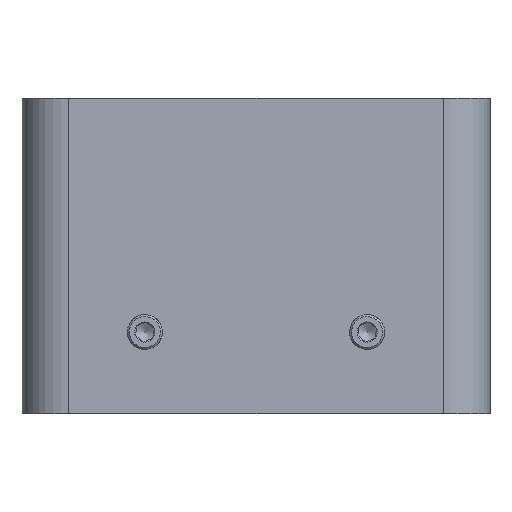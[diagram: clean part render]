
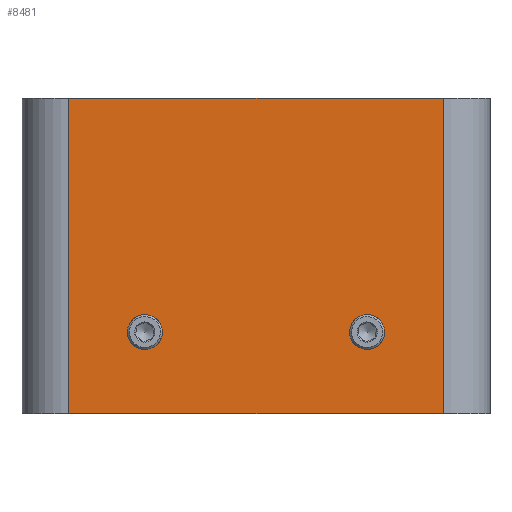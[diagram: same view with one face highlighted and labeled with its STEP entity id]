
A CAD part, left-side view. The second image highlights one B-rep face of the part: STEP entity #8481.
In plain terms, the highlighted planar face has unit normal (-1, 0, 0).
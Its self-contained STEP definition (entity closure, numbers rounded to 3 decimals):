
#559 = EDGE_CURVE ( 'NONE', #1492, #1492, #10105, .T. ) ;
#694 = CARTESIAN_POINT ( 'NONE',  ( -40., 19., -16. ) ) ;
#806 = ORIENTED_EDGE ( 'NONE', *, *, #8066, .F. ) ;
#1473 = DIRECTION ( 'NONE',  ( 0., 0., -1. ) ) ;
#1492 = VERTEX_POINT ( 'NONE', #694 ) ;
#1598 = VECTOR ( 'NONE', #9185, 1000. ) ;
#1830 = CARTESIAN_POINT ( 'NONE',  ( -40., -19., -13. ) ) ;
#2099 = EDGE_LOOP ( 'NONE', ( #8985 ) ) ;
#2111 = DIRECTION ( 'NONE',  ( 1., 0., 0. ) ) ;
#2176 = CARTESIAN_POINT ( 'NONE',  ( -40., -19., -16. ) ) ;
#2555 = FACE_BOUND ( 'NONE', #2099, .T. ) ;
#2721 = CARTESIAN_POINT ( 'NONE',  ( -40., -32., -27. ) ) ;
#2861 = DIRECTION ( 'NONE',  ( 0., 0., -1. ) ) ;
#2967 = CARTESIAN_POINT ( 'NONE',  ( -40., 32., 27. ) ) ;
#2980 = ORIENTED_EDGE ( 'NONE', *, *, #8205, .T. ) ;
#3845 = DIRECTION ( 'NONE',  ( 1., 0., 0. ) ) ;
#3934 = ORIENTED_EDGE ( 'NONE', *, *, #9720, .F. ) ;
#4619 = EDGE_CURVE ( 'NONE', #7325, #7129, #10933, .T. ) ;
#4900 = VERTEX_POINT ( 'NONE', #2721 ) ;
#4937 = LINE ( 'NONE', #8384, #1598 ) ;
#5050 = ORIENTED_EDGE ( 'NONE', *, *, #5958, .T. ) ;
#5203 = PLANE ( 'NONE',  #9490 ) ;
#5396 = DIRECTION ( 'NONE',  ( 0., 0., -1. ) ) ;
#5773 = CARTESIAN_POINT ( 'NONE',  ( -40., 32., -27. ) ) ;
#5837 = CARTESIAN_POINT ( 'NONE',  ( -40., 19., -13. ) ) ;
#5958 = EDGE_CURVE ( 'NONE', #7129, #4900, #10660, .T. ) ;
#6058 = FACE_BOUND ( 'NONE', #10233, .T. ) ;
#6206 = EDGE_LOOP ( 'NONE', ( #5050, #806, #3934, #9945 ) ) ;
#6381 = CIRCLE ( 'NONE', #7837, 3. ) ;
#6743 = VECTOR ( 'NONE', #7058, 1000. ) ;
#6993 = AXIS2_PLACEMENT_3D ( 'NONE', #5837, #2111, #1473 ) ;
#7058 = DIRECTION ( 'NONE',  ( 0., 0., -1. ) ) ;
#7129 = VERTEX_POINT ( 'NONE', #5773 ) ;
#7253 = VECTOR ( 'NONE', #9855, 1000. ) ;
#7325 = VERTEX_POINT ( 'NONE', #2967 ) ;
#7644 = LINE ( 'NONE', #10491, #6743 ) ;
#7837 = AXIS2_PLACEMENT_3D ( 'NONE', #1830, #3845, #2861 ) ;
#7894 = CARTESIAN_POINT ( 'NONE',  ( -40., -32., 27. ) ) ;
#7966 = CARTESIAN_POINT ( 'NONE',  ( -40., 32., -27. ) ) ;
#8066 = EDGE_CURVE ( 'NONE', #10046, #4900, #7644, .T. ) ;
#8205 = EDGE_CURVE ( 'NONE', #10890, #10890, #6381, .T. ) ;
#8384 = CARTESIAN_POINT ( 'NONE',  ( -40., 32., 27. ) ) ;
#8481 = ADVANCED_FACE ( 'NONE', ( #2555, #6058, #9559 ), #5203, .F. ) ;
#8706 = CARTESIAN_POINT ( 'NONE',  ( -40., 32., 27. ) ) ;
#8884 = DIRECTION ( 'NONE',  ( 1., 0., 0. ) ) ;
#8985 = ORIENTED_EDGE ( 'NONE', *, *, #559, .T. ) ;
#9185 = DIRECTION ( 'NONE',  ( 0., -1., 0. ) ) ;
#9490 = AXIS2_PLACEMENT_3D ( 'NONE', #8706, #8884, #9676 ) ;
#9559 = FACE_OUTER_BOUND ( 'NONE', #6206, .T. ) ;
#9676 = DIRECTION ( 'NONE',  ( 0., 0., -1. ) ) ;
#9720 = EDGE_CURVE ( 'NONE', #7325, #10046, #4937, .T. ) ;
#9855 = DIRECTION ( 'NONE',  ( 0., -1., 0. ) ) ;
#9945 = ORIENTED_EDGE ( 'NONE', *, *, #4619, .T. ) ;
#10046 = VERTEX_POINT ( 'NONE', #7894 ) ;
#10105 = CIRCLE ( 'NONE', #6993, 3. ) ;
#10233 = EDGE_LOOP ( 'NONE', ( #2980 ) ) ;
#10491 = CARTESIAN_POINT ( 'NONE',  ( -40., -32., 27. ) ) ;
#10552 = CARTESIAN_POINT ( 'NONE',  ( -40., 32., 27. ) ) ;
#10660 = LINE ( 'NONE', #7966, #7253 ) ;
#10890 = VERTEX_POINT ( 'NONE', #2176 ) ;
#10933 = LINE ( 'NONE', #10552, #11248 ) ;
#11248 = VECTOR ( 'NONE', #5396, 1000. ) ;
